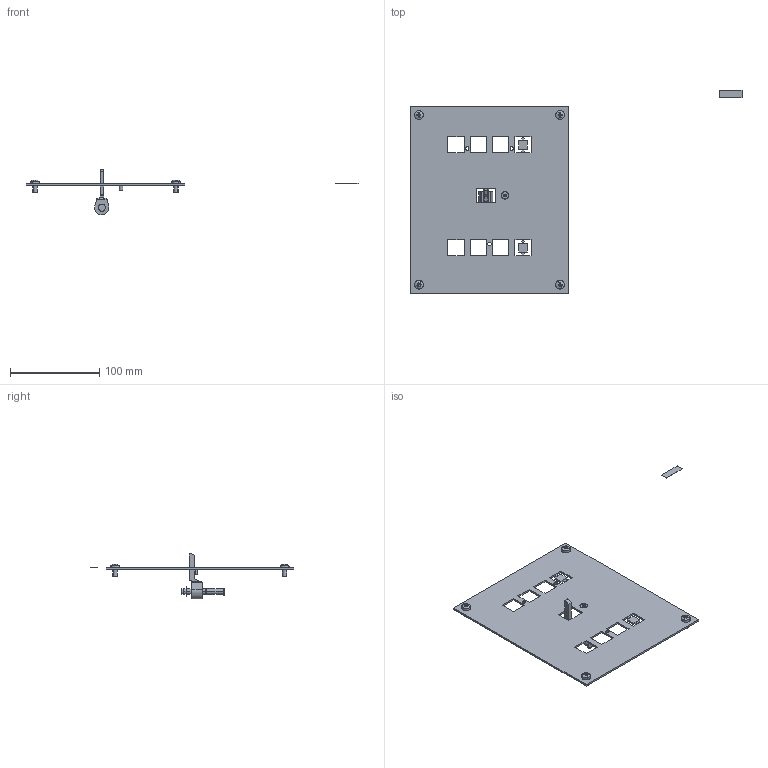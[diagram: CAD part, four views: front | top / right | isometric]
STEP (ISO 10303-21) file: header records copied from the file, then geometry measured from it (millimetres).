
FILE_DESCRIPTION((''),'2;1');
FILE_NAME('RA9144802_ASM','2024-11-27T09:25:55',('ITMALAM5'),(''),'CREO PARAMETRIC BY PTC INC, 2022364','CREO PARAMETRIC BY PTC INC, 2022364','');
FILE_SCHEMA(('AUTOMOTIVE_DESIGN { 1 0 10303 214 1 1 1 1 }'));
Length unit declared in the file: millimetre
Products named in the file (9): RA9161001; RA9349001; RA9182001; 28134; 10125; RP0234001_E52; RA9168801_ASM; RA4746001; RA9144802_ASM
Assembly tree (11 placements, depth 3):
  RA9144802_ASM
    RA9168801_ASM
      RA9161001
      RA9349001
      RA9182001
      28134
      10125
      RP0234001_E52  x4
    RA4746001
Bounding box: 371.7 x 227.6 x 50.97 mm (x, y, z)
Volume: 75411.4 mm3; surface area: 78123.2 mm2
Topology: 10 solids, 11 shells, 301 faces, 800 edges, 525 vertices
Faces by surface type: plane 201, cylinder 76, cone 16, sphere 8
Entity records: 17282 total; most frequent: CARTESIAN_POINT 1597, DIRECTION 1584, ORIENTED_EDGE 1262, PRESENTATION_STYLE_ASSIGNMENT 927, STYLED_ITEM 927, PROPERTY_DEFINITION 782, REPRESENTATION 774, PROPERTY_DEFINITION_REPRESENTATION 774
